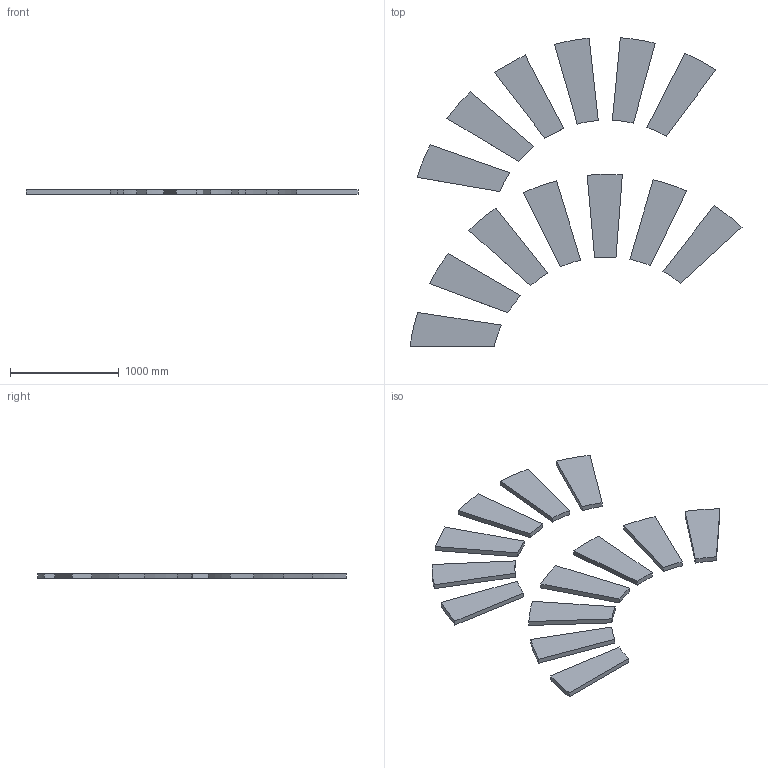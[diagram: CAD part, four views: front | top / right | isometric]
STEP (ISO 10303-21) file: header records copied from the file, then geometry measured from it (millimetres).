
FILE_DESCRIPTION(/* description */ (''),/* implementation_level */ '2;1');
FILE_NAME(/* name */ 'treads_only_srf',/* time_stamp */ '2025-12-07T23:25:41-08:00',/* author */ (''),/* organization */ (''),/* preprocessor_version */ 'ST-DEVELOPER v19.2',/* originating_system */ 'Rhino 8.22',/* authorisation */ '');
FILE_SCHEMA (('AP242_MANAGED_MODEL_BASED_3D_ENGINEERING_MIM_LF { 1 0 10303 442 3 1 4 }'));
Length unit declared in the file: inch
Products named in the file (1): Document
Bounding box: 3054.47 x 2837.59 x 44.45 mm (x, y, z)
Volume: 114729271.4 mm3; surface area: 6349192.4 mm2
Topology: 13 solids, 13 shells, 79 faces, 306 edges, 130 vertices
Faces by surface type: plane 53, cylinder 25, bspline 1
Entity records: 3046 total; most frequent: CARTESIAN_POINT 830, ORIENTED_EDGE 318, DIRECTION 307, PRESENTATION_LAYER_ASSIGNMENT 160, EDGE_CURVE 159, AXIS2_PLACEMENT_3D 129, VECTOR 127, LINE 127
